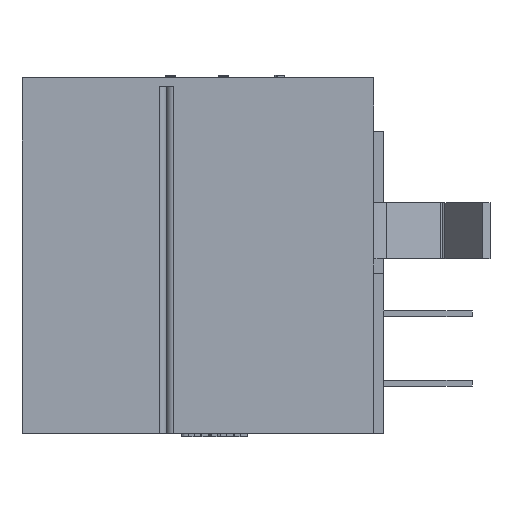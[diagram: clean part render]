
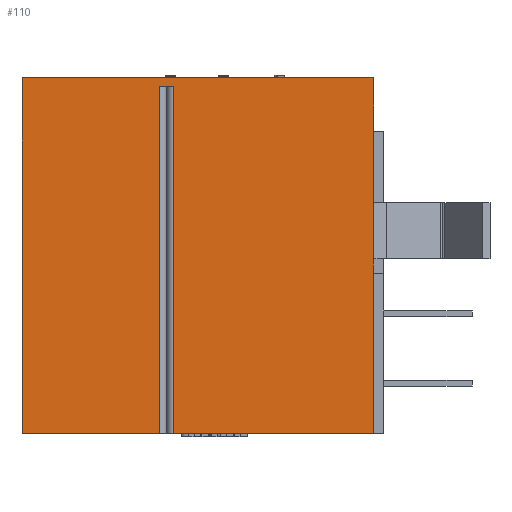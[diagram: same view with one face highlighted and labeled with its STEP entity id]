
A CAD part, left-side view. The second image highlights one B-rep face of the part: STEP entity #110.
In plain terms, the highlighted planar face has unit normal (-1, 0, 0).
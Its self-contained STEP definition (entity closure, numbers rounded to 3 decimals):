
#110=ADVANCED_FACE('',(#734),#735,.T.);
#734=FACE_OUTER_BOUND('',#1875,.T.);
#735=PLANE('',#1876);
#1875=EDGE_LOOP('',(#3502,#3503,#3504,#3505,#3506,#3507,#3508,#3509,#3510,#3511));
#1876=AXIS2_PLACEMENT_3D('',#3512,#3513,#3514);
#3502=ORIENTED_EDGE('',*,*,#7916,.T.);
#3503=ORIENTED_EDGE('',*,*,#7957,.F.);
#3504=ORIENTED_EDGE('',*,*,#7872,.F.);
#3505=ORIENTED_EDGE('',*,*,#7828,.F.);
#3506=ORIENTED_EDGE('',*,*,#7958,.T.);
#3507=ORIENTED_EDGE('',*,*,#7959,.T.);
#3508=ORIENTED_EDGE('',*,*,#7960,.F.);
#3509=ORIENTED_EDGE('',*,*,#7825,.F.);
#3510=ORIENTED_EDGE('',*,*,#7912,.T.);
#3511=ORIENTED_EDGE('',*,*,#7956,.F.);
#3512=CARTESIAN_POINT('',(-7.,-6.132,-12.827));
#3513=DIRECTION('',(-1.0,0.0,0.0));
#3514=DIRECTION('',(0.0,0.0,1.0));
#7825=EDGE_CURVE('',#9540,#9542,#9543,.T.);
#7828=EDGE_CURVE('',#9546,#9548,#9549,.T.);
#7872=EDGE_CURVE('',#9548,#9633,#9634,.T.);
#7912=EDGE_CURVE('',#9540,#9678,#9699,.T.);
#7916=EDGE_CURVE('',#9706,#9704,#9707,.T.);
#7956=EDGE_CURVE('',#9706,#9678,#9769,.T.);
#7957=EDGE_CURVE('',#9633,#9704,#9770,.T.);
#7958=EDGE_CURVE('',#9546,#9771,#9772,.T.);
#7959=EDGE_CURVE('',#9771,#9773,#9774,.T.);
#7960=EDGE_CURVE('',#9542,#9773,#9775,.T.);
#9540=VERTEX_POINT('',#12210);
#9542=VERTEX_POINT('',#12213);
#9543=LINE('',#12214,#12215);
#9546=VERTEX_POINT('',#12218);
#9548=VERTEX_POINT('',#12220);
#9549=LINE('',#12221,#12222);
#9633=VERTEX_POINT('',#12358);
#9634=LINE('',#12359,#12360);
#9678=VERTEX_POINT('',#12423);
#9699=LINE('',#12453,#12454);
#9704=VERTEX_POINT('',#12461);
#9706=VERTEX_POINT('',#12464);
#9707=LINE('',#12465,#12466);
#9769=LINE('',#12560,#12561);
#9770=LINE('',#12562,#12563);
#9771=VERTEX_POINT('',#12564);
#9772=LINE('',#12565,#12566);
#9773=VERTEX_POINT('',#12567);
#9774=LINE('',#12568,#12569);
#9775=LINE('',#12570,#12571);
#12210=CARTESIAN_POINT('',(-7.,-6.132,-12.827));
#12213=CARTESIAN_POINT('',(-7.,1.082,-12.827));
#12214=CARTESIAN_POINT('',(-7.,-6.132,-12.827));
#12215=VECTOR('',#15808,7.214);
#12218=CARTESIAN_POINT('',(-7.,1.59,-12.827));
#12220=CARTESIAN_POINT('',(-7.,6.543,-12.827));
#12221=CARTESIAN_POINT('',(-7.,1.59,-12.827));
#12222=VECTOR('',#15815,4.953);
#12358=CARTESIAN_POINT('',(-7.,6.543,0.0));
#12359=CARTESIAN_POINT('',(-7.,6.543,-12.827));
#12360=VECTOR('',#15859,12.827);
#12423=CARTESIAN_POINT('',(-7.,-6.132,-6.528));
#12453=CARTESIAN_POINT('',(-7.,-6.132,-12.827));
#12454=VECTOR('',#15921,6.299);
#12461=CARTESIAN_POINT('',(-7.,-6.132,0.0));
#12464=CARTESIAN_POINT('',(-7.,-6.132,-4.496));
#12465=CARTESIAN_POINT('',(-7.,-6.132,-4.496));
#12466=VECTOR('',#15925,4.496);
#12560=CARTESIAN_POINT('',(-7.,-6.132,-4.496));
#12561=VECTOR('',#15979,2.032);
#12562=CARTESIAN_POINT('',(-7.,6.543,0.0));
#12563=VECTOR('',#15980,12.675);
#12564=CARTESIAN_POINT('',(-7.,1.59,-0.32));
#12565=CARTESIAN_POINT('',(-7.,1.59,-12.827));
#12566=VECTOR('',#15981,12.507);
#12567=CARTESIAN_POINT('',(-7.,1.082,-0.32));
#12568=CARTESIAN_POINT('',(-7.,1.59,-0.32));
#12569=VECTOR('',#15982,0.508);
#12570=CARTESIAN_POINT('',(-7.,1.082,-12.827));
#12571=VECTOR('',#15983,12.507);
#15808=DIRECTION('',(0.0,1.0,0.0));
#15815=DIRECTION('',(0.0,1.0,0.0));
#15859=DIRECTION('',(0.0,0.0,1.0));
#15921=DIRECTION('',(0.0,0.0,1.0));
#15925=DIRECTION('',(0.0,0.0,1.0));
#15979=DIRECTION('',(0.0,0.0,-1.0));
#15980=DIRECTION('',(0.0,-1.0,0.0));
#15981=DIRECTION('',(0.0,0.0,1.0));
#15982=DIRECTION('',(0.0,-1.0,0.0));
#15983=DIRECTION('',(0.0,0.0,1.0));
